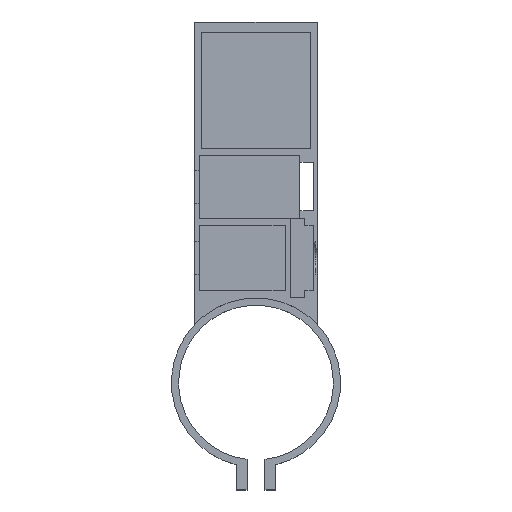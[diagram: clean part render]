
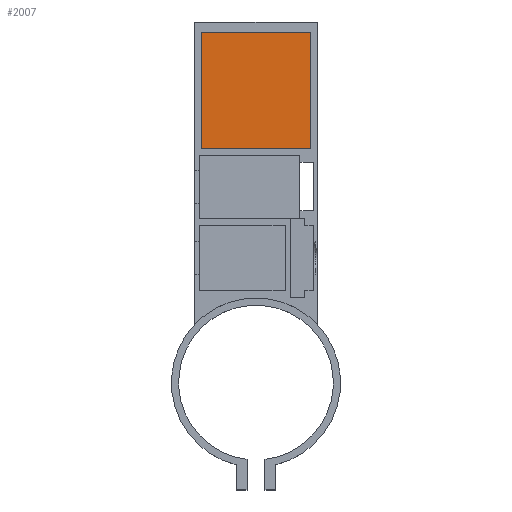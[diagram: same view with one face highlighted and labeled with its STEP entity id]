
A CAD part, top view. The second image highlights one B-rep face of the part: STEP entity #2007.
In plain terms, the highlighted planar face has unit normal (0, 0, 1).
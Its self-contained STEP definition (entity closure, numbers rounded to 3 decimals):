
#1889 = VERTEX_POINT('',#1890);
#1890 = CARTESIAN_POINT('',(-15.25,65.2,2.));
#1896 = EDGE_CURVE('',#1897,#1889,#1899,.T.);
#1897 = VERTEX_POINT('',#1898);
#1898 = CARTESIAN_POINT('',(-15.25,97.2,2.));
#1899 = LINE('',#1900,#1901);
#1900 = CARTESIAN_POINT('',(-15.25,97.2,2.));
#1901 = VECTOR('',#1902,1.);
#1902 = DIRECTION('',(0.,-1.,0.));
#1919 = VERTEX_POINT('',#1920);
#1920 = CARTESIAN_POINT('',(15.25,97.2,2.));
#1928 = EDGE_CURVE('',#1919,#1897,#1929,.T.);
#1929 = LINE('',#1930,#1931);
#1930 = CARTESIAN_POINT('',(15.25,97.2,2.));
#1931 = VECTOR('',#1932,1.);
#1932 = DIRECTION('',(-1.,0.,0.));
#1945 = VERTEX_POINT('',#1946);
#1946 = CARTESIAN_POINT('',(15.25,65.2,2.));
#1952 = EDGE_CURVE('',#1889,#1945,#1953,.T.);
#1953 = LINE('',#1954,#1955);
#1954 = CARTESIAN_POINT('',(-15.25,65.2,2.));
#1955 = VECTOR('',#1956,1.);
#1956 = DIRECTION('',(1.,0.,0.));
#1969 = EDGE_CURVE('',#1945,#1919,#1970,.T.);
#1970 = LINE('',#1971,#1972);
#1971 = CARTESIAN_POINT('',(15.25,65.2,2.));
#1972 = VECTOR('',#1973,1.);
#1973 = DIRECTION('',(0.,1.,0.));
#2007 = ADVANCED_FACE('',(#2008),#2014,.T.);
#2008 = FACE_BOUND('',#2009,.T.);
#2009 = EDGE_LOOP('',(#2010,#2011,#2012,#2013));
#2010 = ORIENTED_EDGE('',*,*,#1896,.T.);
#2011 = ORIENTED_EDGE('',*,*,#1952,.T.);
#2012 = ORIENTED_EDGE('',*,*,#1969,.T.);
#2013 = ORIENTED_EDGE('',*,*,#1928,.T.);
#2014 = PLANE('',#2015);
#2015 = AXIS2_PLACEMENT_3D('',#2016,#2017,#2018);
#2016 = CARTESIAN_POINT('',(-1.93,59.777,2.));
#2017 = DIRECTION('',(0.,0.,1.));
#2018 = DIRECTION('',(1.,0.,0.));
